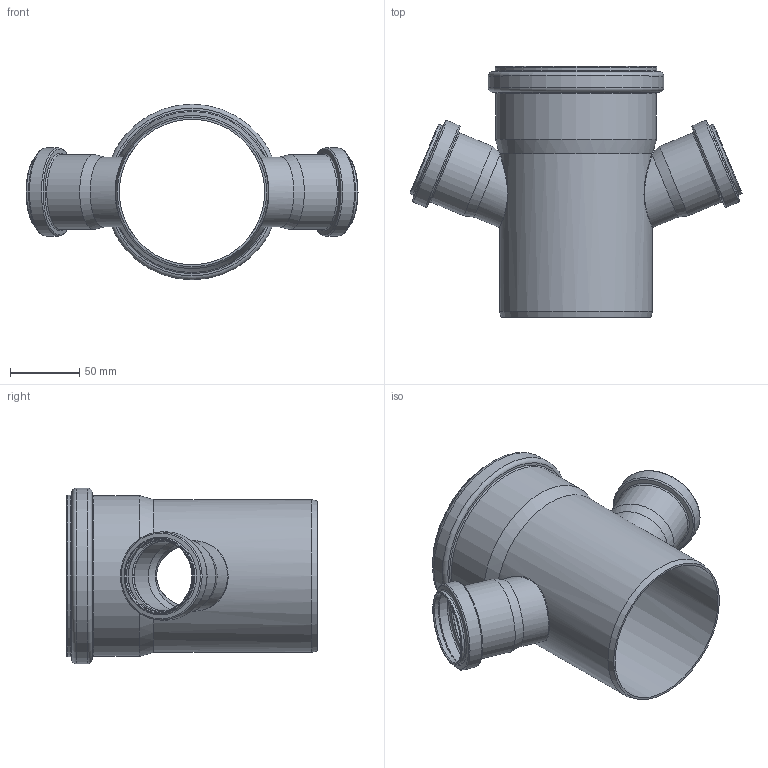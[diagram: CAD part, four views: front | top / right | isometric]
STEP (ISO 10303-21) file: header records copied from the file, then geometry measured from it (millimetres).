
FILE_DESCRIPTION(/* description */ (''),/* implementation_level */ '2;1');
FILE_NAME(/* name */ '175910 HTsafeDA DN_OD 110_50_50_67°.stp',/* time_stamp */ '2017-03-13T12:06:52+01:00',/* author */ ('user1'),/* organization */ (''),/* preprocessor_version */ 'ST-DEVELOPER v16.1',/* originating_system */ 'Autodesk Inventor 2016',/* authorisation */ '');
FILE_SCHEMA (('AUTOMOTIVE_DESIGN { 1 0 10303 214 3 1 1 }'));
Length unit declared in the file: millimetre
Products named in the file (1): 175910 HTsafeDA DN_OD 110_50_50_67°
Bounding box: 238.88 x 180.5 x 126.3 mm (x, y, z)
Volume: 196425.3 mm3; surface area: 170630.8 mm2
Topology: 1 solids, 1 shells, 87 faces, 188 edges, 105 vertices
Faces by surface type: torus 30, cylinder 27, cone 19, plane 7, bspline 4
Full cylindrical faces by diameter (mm): 46.5 x2, 50.8 x2, 51.1 x4, 54 x2, 54.3 x2, 60.3 x2, 63.5 x2, 104.7 x1, 110.1 x1, 110.9 x1, 111.3 x2, 115.7 x1, 116.1 x1, 121.5 x1, 126.3 x1
Entity records: 2608 total; most frequent: CARTESIAN_POINT 1056, DIRECTION 332, ORIENTED_EDGE 208, EDGE_LOOP 170, AXIS2_PLACEMENT_3D 166, EDGE_CURVE 104, VERTEX_POINT 96, FACE_OUTER_BOUND 87
